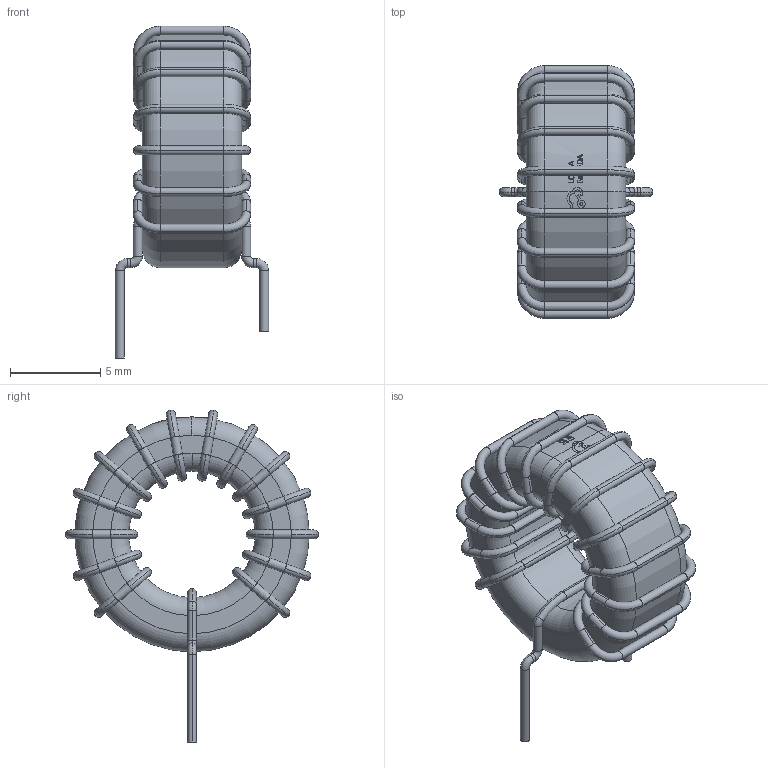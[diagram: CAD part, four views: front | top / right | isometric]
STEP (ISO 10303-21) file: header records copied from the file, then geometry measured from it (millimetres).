
FILE_DESCRIPTION (( 'STEP AP214' ), '1' );
FILE_NAME ('IND-TH_L14.0-W6.5-H14.0-P8.00-D0.6.step', '2022-07-09T01:15:59', ( '' ), ( '' ), 'SwSTEP 2.0', 'SolidWorks 2020', '' );
FILE_SCHEMA (( 'AUTOMOTIVE_DESIGN' ));
Length unit declared in the file: millimetre
Products named in the file (1): IND-TH_L14.0-W6.5-H14.0-P8.00-D0.6
Bounding box: 8.5 x 14 x 18.4 mm (x, y, z)
Volume: 541.9 mm3; surface area: 884.6 mm2
Topology: 16 solids, 16 shells, 552 faces, 1421 edges, 898 vertices
Faces by surface type: cylinder 159, bspline 150, torus 136, plane 107
Entity records: 24202 total; most frequent: CARTESIAN_POINT 8476, ORIENTED_EDGE 2842, DIRECTION 2122, EDGE_CURVE 1421, AXIS2_PLACEMENT_3D 949, VERTEX_POINT 898, B_SPLINE_CURVE_WITH_KNOTS 639, EDGE_LOOP 579
